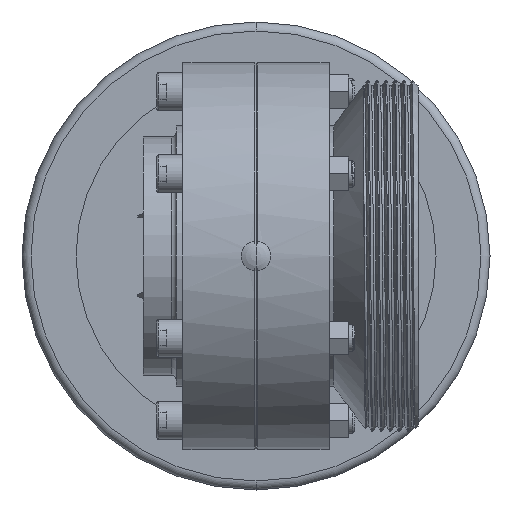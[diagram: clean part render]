
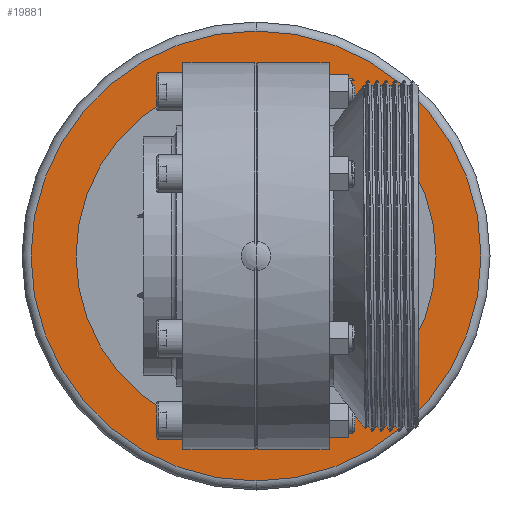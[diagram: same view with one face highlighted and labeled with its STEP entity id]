
A CAD part, front view. The second image highlights one B-rep face of the part: STEP entity #19881.
In plain terms, the highlighted planar face has unit normal (0, -1, 0).
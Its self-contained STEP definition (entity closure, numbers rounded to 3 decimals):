
#204 = DIRECTION ( 'NONE',  ( 0., -1., 0. ) ) ;
#295 = FACE_OUTER_BOUND ( 'NONE', #11003, .T. ) ;
#302 = CIRCLE ( 'NONE', #8974, 40. ) ;
#1048 = CARTESIAN_POINT ( 'NONE',  ( 0., 67.85, 40. ) ) ;
#3247 = DIRECTION ( 'NONE',  ( 0., 0., -1. ) ) ;
#3368 = AXIS2_PLACEMENT_3D ( 'NONE', #7100, #18810, #17104 ) ;
#4967 = VERTEX_POINT ( 'NONE', #19607 ) ;
#5374 = CIRCLE ( 'NONE', #15147, 50. ) ;
#5413 = EDGE_CURVE ( 'NONE', #9134, #17688, #302, .T. ) ;
#7055 = CARTESIAN_POINT ( 'NONE',  ( 0., 67.85, -50. ) ) ;
#7100 = CARTESIAN_POINT ( 'NONE',  ( 0., 67.85, 0. ) ) ;
#7543 = CIRCLE ( 'NONE', #12615, 40. ) ;
#7627 = ORIENTED_EDGE ( 'NONE', *, *, #5413, .F. ) ;
#8385 = CARTESIAN_POINT ( 'NONE',  ( 0., 67.85, -40. ) ) ;
#8906 = DIRECTION ( 'NONE',  ( 0., 0., 1. ) ) ;
#8974 = AXIS2_PLACEMENT_3D ( 'NONE', #15377, #19024, #3247 ) ;
#9134 = VERTEX_POINT ( 'NONE', #1048 ) ;
#10601 = DIRECTION ( 'NONE',  ( 0., 0., 1. ) ) ;
#10697 = DIRECTION ( 'NONE',  ( 0., -1., 0. ) ) ;
#11003 = EDGE_LOOP ( 'NONE', ( #12276, #20629 ) ) ;
#11038 = PLANE ( 'NONE',  #14916 ) ;
#12276 = ORIENTED_EDGE ( 'NONE', *, *, #20985, .T. ) ;
#12286 = CARTESIAN_POINT ( 'NONE',  ( 0., 67.85, 0. ) ) ;
#12458 = EDGE_LOOP ( 'NONE', ( #20112, #7627 ) ) ;
#12615 = AXIS2_PLACEMENT_3D ( 'NONE', #12286, #10697, #17627 ) ;
#12741 = EDGE_CURVE ( 'NONE', #17688, #9134, #7543, .T. ) ;
#14067 = EDGE_CURVE ( 'NONE', #22051, #4967, #5374, .T. ) ;
#14916 = AXIS2_PLACEMENT_3D ( 'NONE', #21063, #17973, #10601 ) ;
#15147 = AXIS2_PLACEMENT_3D ( 'NONE', #19139, #204, #8906 ) ;
#15377 = CARTESIAN_POINT ( 'NONE',  ( 0., 67.85, 0. ) ) ;
#17104 = DIRECTION ( 'NONE',  ( 0., 0., 1. ) ) ;
#17627 = DIRECTION ( 'NONE',  ( 0., 0., -1. ) ) ;
#17688 = VERTEX_POINT ( 'NONE', #8385 ) ;
#17973 = DIRECTION ( 'NONE',  ( 0., 1., 0. ) ) ;
#18592 = CIRCLE ( 'NONE', #3368, 50. ) ;
#18810 = DIRECTION ( 'NONE',  ( 0., -1., 0. ) ) ;
#19024 = DIRECTION ( 'NONE',  ( 0., -1., 0. ) ) ;
#19139 = CARTESIAN_POINT ( 'NONE',  ( 0., 67.85, 0. ) ) ;
#19356 = FACE_BOUND ( 'NONE', #12458, .T. ) ;
#19607 = CARTESIAN_POINT ( 'NONE',  ( 0., 67.85, 50. ) ) ;
#19881 = ADVANCED_FACE ( 'NONE', ( #295, #19356 ), #11038, .F. ) ;
#20112 = ORIENTED_EDGE ( 'NONE', *, *, #12741, .F. ) ;
#20629 = ORIENTED_EDGE ( 'NONE', *, *, #14067, .T. ) ;
#20985 = EDGE_CURVE ( 'NONE', #4967, #22051, #18592, .T. ) ;
#21063 = CARTESIAN_POINT ( 'NONE',  ( 0., 67.85, 0. ) ) ;
#22051 = VERTEX_POINT ( 'NONE', #7055 ) ;
